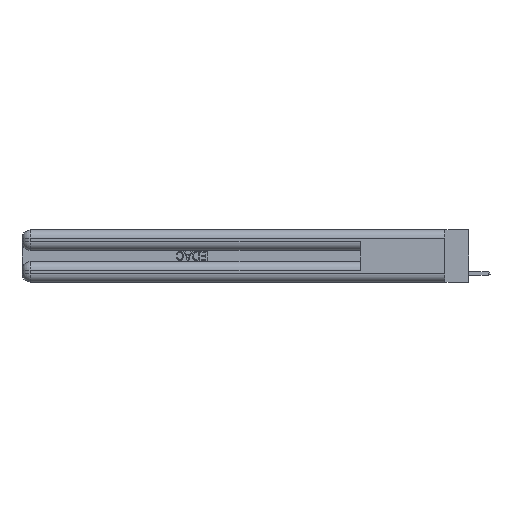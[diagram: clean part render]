
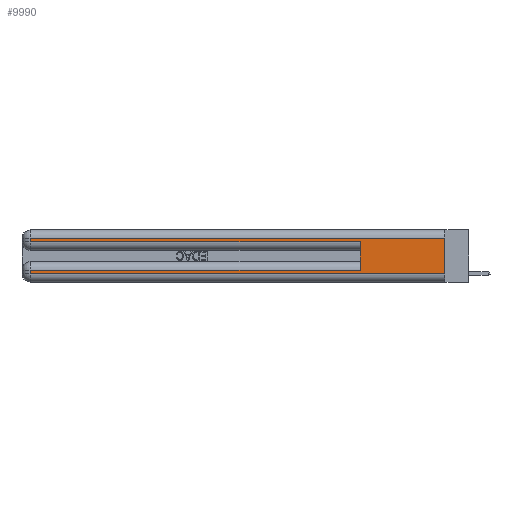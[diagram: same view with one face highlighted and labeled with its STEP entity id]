
A CAD part, left-side view. The second image highlights one B-rep face of the part: STEP entity #9990.
In plain terms, the highlighted planar face has unit normal (-1, 0, 0).
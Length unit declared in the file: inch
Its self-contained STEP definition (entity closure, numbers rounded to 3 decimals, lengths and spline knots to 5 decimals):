
#1 = DIRECTION ( 'NONE',  ( 0., 0., 1. ) ) ;
#470 = ORIENTED_EDGE ( 'NONE', *, *, #5718, .T. ) ;
#1551 = CARTESIAN_POINT ( 'NONE',  ( 0., 0., 0.31 ) ) ;
#1552 = LINE ( 'NONE', #24945, #19957 ) ;
#1681 = EDGE_LOOP ( 'NONE', ( #11032, #19231, #4137, #470, #24155, #26971, #9292, #25666 ) ) ;
#2031 = CARTESIAN_POINT ( 'NONE',  ( 0., 2.94, 0.37 ) ) ;
#2051 = EDGE_CURVE ( 'NONE', #7267, #22967, #18141, .T. ) ;
#2853 = DIRECTION ( 'NONE',  ( 1., 0., 0. ) ) ;
#3618 = CARTESIAN_POINT ( 'NONE',  ( 0., 0., 0.06 ) ) ;
#4137 = ORIENTED_EDGE ( 'NONE', *, *, #2051, .T. ) ;
#5103 = PLANE ( 'NONE',  #9881 ) ;
#5718 = EDGE_CURVE ( 'NONE', #22967, #25359, #20602, .T. ) ;
#5747 = CARTESIAN_POINT ( 'NONE',  ( 0., 2.94, 0.31 ) ) ;
#6684 = VECTOR ( 'NONE', #28063, 39.37008 ) ;
#7267 = VERTEX_POINT ( 'NONE', #5747 ) ;
#7684 = VECTOR ( 'NONE', #15287, 39.37008 ) ;
#7706 = DIRECTION ( 'NONE',  ( 0., 0., -1. ) ) ;
#7810 = CARTESIAN_POINT ( 'NONE',  ( 0., 2.94, 0.06 ) ) ;
#7955 = VERTEX_POINT ( 'NONE', #12337 ) ;
#8080 = LINE ( 'NONE', #28500, #6684 ) ;
#8454 = CARTESIAN_POINT ( 'NONE',  ( 0., 0.6, 0.285 ) ) ;
#8654 = VECTOR ( 'NONE', #1, 39.37008 ) ;
#8966 = DIRECTION ( 'NONE',  ( 0., 0., -1. ) ) ;
#9292 = ORIENTED_EDGE ( 'NONE', *, *, #12661, .T. ) ;
#9484 = VERTEX_POINT ( 'NONE', #29323 ) ;
#9849 = EDGE_CURVE ( 'NONE', #22363, #9484, #13282, .T. ) ;
#9881 = AXIS2_PLACEMENT_3D ( 'NONE', #28172, #2853, #18948 ) ;
#9990 = ADVANCED_FACE ( 'NONE', ( #23571 ), #5103, .F. ) ;
#11032 = ORIENTED_EDGE ( 'NONE', *, *, #27688, .F. ) ;
#11252 = LINE ( 'NONE', #20395, #8654 ) ;
#12260 = VERTEX_POINT ( 'NONE', #17514 ) ;
#12337 = CARTESIAN_POINT ( 'NONE',  ( 0., 0.6, 0.085 ) ) ;
#12612 = VECTOR ( 'NONE', #7706, 39.37008 ) ;
#12623 = VECTOR ( 'NONE', #23119, 39.37008 ) ;
#12661 = EDGE_CURVE ( 'NONE', #12260, #22363, #1552, .T. ) ;
#13282 = LINE ( 'NONE', #3618, #19401 ) ;
#13339 = DIRECTION ( 'NONE',  ( 0., 0., -1. ) ) ;
#14318 = EDGE_CURVE ( 'NONE', #29320, #7267, #8080, .T. ) ;
#15287 = DIRECTION ( 'NONE',  ( 0., 1., 0. ) ) ;
#15594 = EDGE_CURVE ( 'NONE', #7955, #12260, #18114, .T. ) ;
#15758 = CARTESIAN_POINT ( 'NONE',  ( 0., 2.94, 0.285 ) ) ;
#16578 = EDGE_CURVE ( 'NONE', #7955, #25359, #11252, .T. ) ;
#17057 = VECTOR ( 'NONE', #13339, 39.37008 ) ;
#17514 = CARTESIAN_POINT ( 'NONE',  ( 0., 2.94, 0.085 ) ) ;
#18114 = LINE ( 'NONE', #26750, #7684 ) ;
#18141 = LINE ( 'NONE', #2031, #17057 ) ;
#18948 = DIRECTION ( 'NONE',  ( 0., 0., -1. ) ) ;
#19027 = CARTESIAN_POINT ( 'NONE',  ( 0., 0., 0.37 ) ) ;
#19231 = ORIENTED_EDGE ( 'NONE', *, *, #14318, .T. ) ;
#19401 = VECTOR ( 'NONE', #26872, 39.37008 ) ;
#19957 = VECTOR ( 'NONE', #8966, 39.37008 ) ;
#20395 = CARTESIAN_POINT ( 'NONE',  ( 0., 0.6, 0.145 ) ) ;
#20602 = LINE ( 'NONE', #27879, #12623 ) ;
#21261 = LINE ( 'NONE', #19027, #12612 ) ;
#22363 = VERTEX_POINT ( 'NONE', #7810 ) ;
#22967 = VERTEX_POINT ( 'NONE', #15758 ) ;
#23119 = DIRECTION ( 'NONE',  ( 0., -1., 0. ) ) ;
#23571 = FACE_OUTER_BOUND ( 'NONE', #1681, .T. ) ;
#24155 = ORIENTED_EDGE ( 'NONE', *, *, #16578, .F. ) ;
#24945 = CARTESIAN_POINT ( 'NONE',  ( 0., 2.94, 0.37 ) ) ;
#25359 = VERTEX_POINT ( 'NONE', #8454 ) ;
#25666 = ORIENTED_EDGE ( 'NONE', *, *, #9849, .T. ) ;
#26750 = CARTESIAN_POINT ( 'NONE',  ( 0., 0., 0.085 ) ) ;
#26872 = DIRECTION ( 'NONE',  ( 0., -1., 0. ) ) ;
#26971 = ORIENTED_EDGE ( 'NONE', *, *, #15594, .T. ) ;
#27688 = EDGE_CURVE ( 'NONE', #29320, #9484, #21261, .T. ) ;
#27879 = CARTESIAN_POINT ( 'NONE',  ( 0., 0., 0.285 ) ) ;
#28063 = DIRECTION ( 'NONE',  ( 0., 1., 0. ) ) ;
#28172 = CARTESIAN_POINT ( 'NONE',  ( 0., 0., 0.37 ) ) ;
#28500 = CARTESIAN_POINT ( 'NONE',  ( 0., 0., 0.31 ) ) ;
#29320 = VERTEX_POINT ( 'NONE', #1551 ) ;
#29323 = CARTESIAN_POINT ( 'NONE',  ( 0., 0., 0.06 ) ) ;
